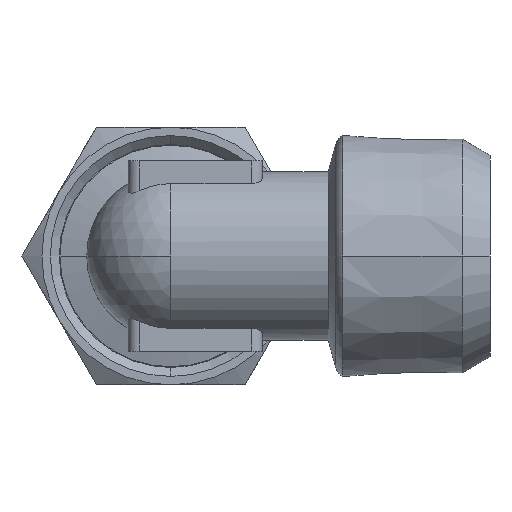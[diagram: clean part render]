
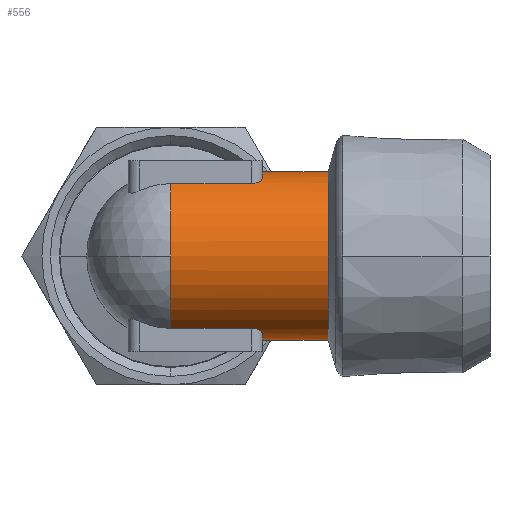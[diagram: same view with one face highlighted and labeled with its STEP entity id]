
A CAD part, left-side view. The second image highlights one B-rep face of the part: STEP entity #556.
In plain terms, the highlighted cylindrical face has radius 7.5 mm (diameter 15 mm), a partial arc.
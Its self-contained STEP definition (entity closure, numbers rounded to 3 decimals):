
#37 = VERTEX_POINT ( 'NONE', #386 ) ;
#43 = VERTEX_POINT ( 'NONE', #392 ) ;
#44 = VERTEX_POINT ( 'NONE', #393 ) ;
#47 = VERTEX_POINT ( 'NONE', #396 ) ;
#54 = VERTEX_POINT ( 'NONE', #403 ) ;
#56 = VERTEX_POINT ( 'NONE', #405 ) ;
#68 = VERTEX_POINT ( 'NONE', #417 ) ;
#69 = VERTEX_POINT ( 'NONE', #418 ) ;
#75 = VERTEX_POINT ( 'NONE', #424 ) ;
#76 = VERTEX_POINT ( 'NONE', #425 ) ;
#78 = VERTEX_POINT ( 'NONE', #427 ) ;
#154 = EDGE_LOOP ( 'NONE', ( #243, #244, #245, #246, #247, #248, #249, #250, #251, #252, #253 ) ) ;
#243 = ORIENTED_EDGE ( 'NONE', *, *, #1005, .F. ) ;
#244 = ORIENTED_EDGE ( 'NONE', *, *, #554, .T. ) ;
#245 = ORIENTED_EDGE ( 'NONE', *, *, #847, .T. ) ;
#246 = ORIENTED_EDGE ( 'NONE', *, *, #848, .T. ) ;
#247 = ORIENTED_EDGE ( 'NONE', *, *, #849, .T. ) ;
#248 = ORIENTED_EDGE ( 'NONE', *, *, #989, .T. ) ;
#249 = ORIENTED_EDGE ( 'NONE', *, *, #850, .T. ) ;
#250 = ORIENTED_EDGE ( 'NONE', *, *, #851, .T. ) ;
#251 = ORIENTED_EDGE ( 'NONE', *, *, #852, .T. ) ;
#252 = ORIENTED_EDGE ( 'NONE', *, *, #1006, .T. ) ;
#253 = ORIENTED_EDGE ( 'NONE', *, *, #853, .F. ) ;
#321 = B_SPLINE_CURVE_WITH_KNOTS ( 'NONE', 3,
 ( #543, #2666, #2668, #2667, #1170, #1171, #1172, #1173, #1174, #1175 ),
 .UNSPECIFIED., .F., .F.,
 ( 4, 2, 2, 2, 4 ),
 ( 0.005, 0.005, 0.006, 0.006, 0.007 ),
 .UNSPECIFIED. ) ;
#322 = B_SPLINE_CURVE_WITH_KNOTS ( 'NONE', 3,
 ( #1178, #1179, #1185, #1186, #1187, #1188, #1189, #1190, #1191, #1192 ),
 .UNSPECIFIED., .F., .F.,
 ( 4, 2, 2, 2, 4 ),
 ( 0., 0., 0.001, 0.001, 0.002 ),
 .UNSPECIFIED. ) ;
#386 = CARTESIAN_POINT ( 'NONE',  ( 0., 16.438, -7.5 ) ) ;
#392 = CARTESIAN_POINT ( 'NONE',  ( 0., 16.438, 7.5 ) ) ;
#393 = CARTESIAN_POINT ( 'NONE',  ( -7.5, 30.5, 0. ) ) ;
#396 = CARTESIAN_POINT ( 'NONE',  ( -3.805, 30.5, -6.463 ) ) ;
#403 = CARTESIAN_POINT ( 'NONE',  ( 0., 22.305, -7.5 ) ) ;
#405 = CARTESIAN_POINT ( 'NONE',  ( 0., 22.305, 7.5 ) ) ;
#417 = CARTESIAN_POINT ( 'NONE',  ( -3.805, 23.305, -6.463 ) ) ;
#418 = CARTESIAN_POINT ( 'NONE',  ( -2.805, 22.305, 6.956 ) ) ;
#424 = CARTESIAN_POINT ( 'NONE',  ( -3.805, 23.305, 6.463 ) ) ;
#425 = CARTESIAN_POINT ( 'NONE',  ( -3.805, 30.5, 6.463 ) ) ;
#427 = CARTESIAN_POINT ( 'NONE',  ( -2.805, 22.305, -6.956 ) ) ;
#496 = DIRECTION ( 'NONE',  ( 0., 0., -1. ) ) ;
#502 = CARTESIAN_POINT ( 'NONE',  ( 0., 22.305, 0. ) ) ;
#503 = DIRECTION ( 'NONE',  ( 0., -1., 0. ) ) ;
#504 = DIRECTION ( 'NONE',  ( 0., 0., 1. ) ) ;
#506 = CARTESIAN_POINT ( 'NONE',  ( 0., 0., 0. ) ) ;
#507 = DIRECTION ( 'NONE',  ( 0., -1., 0. ) ) ;
#543 = CARTESIAN_POINT ( 'NONE',  ( -2.805, 22.305, 6.956 ) ) ;
#546 = CARTESIAN_POINT ( 'NONE',  ( -3.805, 0., -6.463 ) ) ;
#554 = EDGE_CURVE ( 'NONE', #56, #69, #796, .T. ) ;
#556 = ADVANCED_FACE ( 'NONE', ( #801 ), #803, .T. ) ;
#796 = CIRCLE ( 'NONE', #1053, 7.5 ) ;
#801 = FACE_OUTER_BOUND ( 'NONE', #154, .T. ) ;
#803 = CYLINDRICAL_SURFACE ( 'NONE', #1057, 7.5 ) ;
#814 = LINE ( 'NONE', #1176, #816 ) ;
#816 = VECTOR ( 'NONE', #1177, 1000. ) ;
#821 = CIRCLE ( 'NONE', #1064, 7.5 ) ;
#822 = LINE ( 'NONE', #546, #824 ) ;
#823 = CIRCLE ( 'NONE', #1069, 7.5 ) ;
#824 = VECTOR ( 'NONE', #1183, 1000. ) ;
#825 = CIRCLE ( 'NONE', #1068, 7.5 ) ;
#847 = EDGE_CURVE ( 'NONE', #69, #75, #321, .T. ) ;
#848 = EDGE_CURVE ( 'NONE', #75, #76, #814, .T. ) ;
#849 = EDGE_CURVE ( 'NONE', #76, #44, #821, .T. ) ;
#850 = EDGE_CURVE ( 'NONE', #47, #68, #822, .T. ) ;
#851 = EDGE_CURVE ( 'NONE', #68, #78, #322, .T. ) ;
#852 = EDGE_CURVE ( 'NONE', #78, #54, #825, .T. ) ;
#853 = EDGE_CURVE ( 'NONE', #43, #37, #823, .T. ) ;
#989 = EDGE_CURVE ( 'NONE', #44, #47, #1545, .T. ) ;
#1005 = EDGE_CURVE ( 'NONE', #56, #43, #1551, .T. ) ;
#1006 = EDGE_CURVE ( 'NONE', #54, #37, #1563, .T. ) ;
#1053 = AXIS2_PLACEMENT_3D ( 'NONE', #502, #503, #504 ) ;
#1057 = AXIS2_PLACEMENT_3D ( 'NONE', #506, #507, #496 ) ;
#1064 = AXIS2_PLACEMENT_3D ( 'NONE', #1180, #1181, #1182 ) ;
#1068 = AXIS2_PLACEMENT_3D ( 'NONE', #1194, #1195, #1196 ) ;
#1069 = AXIS2_PLACEMENT_3D ( 'NONE', #1198, #1199, #1200 ) ;
#1170 = CARTESIAN_POINT ( 'NONE',  ( -3.404, 22.494, 6.684 ) ) ;
#1171 = CARTESIAN_POINT ( 'NONE',  ( -3.59, 22.672, 6.586 ) ) ;
#1172 = CARTESIAN_POINT ( 'NONE',  ( -3.668, 22.782, 6.542 ) ) ;
#1173 = CARTESIAN_POINT ( 'NONE',  ( -3.775, 23.027, 6.481 ) ) ;
#1174 = CARTESIAN_POINT ( 'NONE',  ( -3.805, 23.165, 6.463 ) ) ;
#1175 = CARTESIAN_POINT ( 'NONE',  ( -3.805, 23.305, 6.463 ) ) ;
#1176 = CARTESIAN_POINT ( 'NONE',  ( -3.805, 0., 6.463 ) ) ;
#1177 = DIRECTION ( 'NONE',  ( 0., 1., 0. ) ) ;
#1178 = CARTESIAN_POINT ( 'NONE',  ( -3.805, 23.305, -6.463 ) ) ;
#1179 = CARTESIAN_POINT ( 'NONE',  ( -3.805, 23.165, -6.463 ) ) ;
#1180 = CARTESIAN_POINT ( 'NONE',  ( 0., 30.5, 0. ) ) ;
#1181 = DIRECTION ( 'NONE',  ( 0., -1., 0. ) ) ;
#1182 = DIRECTION ( 'NONE',  ( 0., 0., -1. ) ) ;
#1183 = DIRECTION ( 'NONE',  ( 0., -1., 0. ) ) ;
#1185 = CARTESIAN_POINT ( 'NONE',  ( -3.775, 23.029, -6.481 ) ) ;
#1186 = CARTESIAN_POINT ( 'NONE',  ( -3.668, 22.782, -6.542 ) ) ;
#1187 = CARTESIAN_POINT ( 'NONE',  ( -3.59, 22.672, -6.586 ) ) ;
#1188 = CARTESIAN_POINT ( 'NONE',  ( -3.404, 22.494, -6.684 ) ) ;
#1189 = CARTESIAN_POINT ( 'NONE',  ( -3.295, 22.424, -6.739 ) ) ;
#1190 = CARTESIAN_POINT ( 'NONE',  ( -3.059, 22.33, -6.849 ) ) ;
#1191 = CARTESIAN_POINT ( 'NONE',  ( -2.934, 22.305, -6.904 ) ) ;
#1192 = CARTESIAN_POINT ( 'NONE',  ( -2.805, 22.305, -6.956 ) ) ;
#1194 = CARTESIAN_POINT ( 'NONE',  ( 0., 22.305, 0. ) ) ;
#1195 = DIRECTION ( 'NONE',  ( 0., -1., 0. ) ) ;
#1196 = DIRECTION ( 'NONE',  ( 0., 0., 1. ) ) ;
#1198 = CARTESIAN_POINT ( 'NONE',  ( 0., 16.438, 0. ) ) ;
#1199 = DIRECTION ( 'NONE',  ( 0., -1., 0. ) ) ;
#1200 = DIRECTION ( 'NONE',  ( 0., 0., -1. ) ) ;
#1545 = CIRCLE ( 'NONE', #1978, 7.5 ) ;
#1551 = LINE ( 'NONE', #2173, #1564 ) ;
#1563 = LINE ( 'NONE', #2177, #1566 ) ;
#1564 = VECTOR ( 'NONE', #2146, 1000. ) ;
#1566 = VECTOR ( 'NONE', #2178, 1000. ) ;
#1978 = AXIS2_PLACEMENT_3D ( 'NONE', #2104, #2105, #2106 ) ;
#2104 = CARTESIAN_POINT ( 'NONE',  ( 0., 30.5, 0. ) ) ;
#2105 = DIRECTION ( 'NONE',  ( 0., -1., 0. ) ) ;
#2106 = DIRECTION ( 'NONE',  ( 0., 0., -1. ) ) ;
#2146 = DIRECTION ( 'NONE',  ( 0., -1., 0. ) ) ;
#2173 = CARTESIAN_POINT ( 'NONE',  ( 0., 0., 7.5 ) ) ;
#2177 = CARTESIAN_POINT ( 'NONE',  ( 0., 0., -7.5 ) ) ;
#2178 = DIRECTION ( 'NONE',  ( 0., -1., 0. ) ) ;
#2666 = CARTESIAN_POINT ( 'NONE',  ( -2.933, 22.305, 6.904 ) ) ;
#2667 = CARTESIAN_POINT ( 'NONE',  ( -3.295, 22.424, 6.739 ) ) ;
#2668 = CARTESIAN_POINT ( 'NONE',  ( -3.06, 22.33, 6.849 ) ) ;
